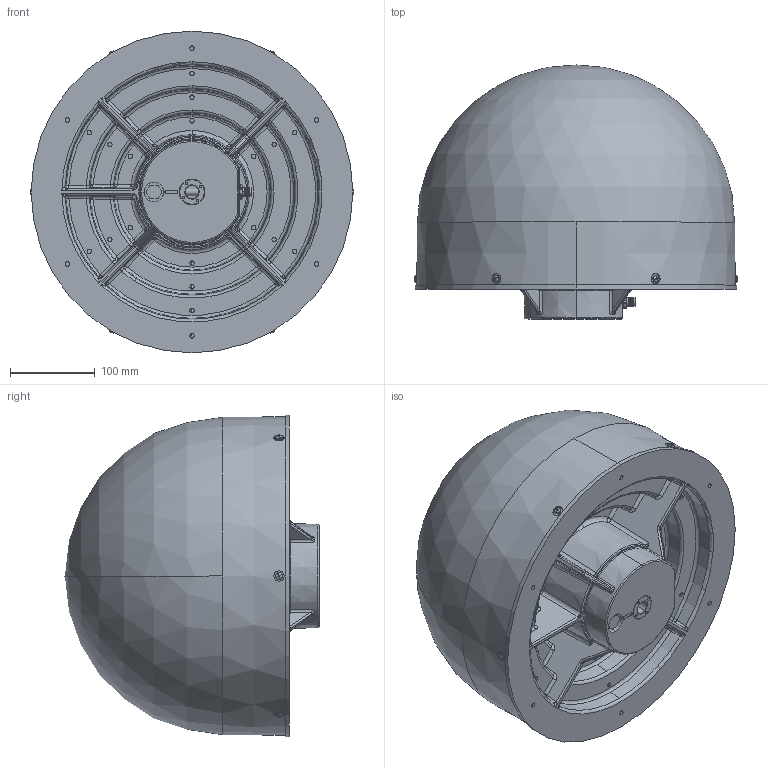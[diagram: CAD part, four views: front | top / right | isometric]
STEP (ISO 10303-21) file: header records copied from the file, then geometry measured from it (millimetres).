
FILE_DESCRIPTION (( 'STEP AP214' ), '1' );
FILE_NAME ('AS-ANT3B-CHO-L1256-SMATNC-00.STEP', '2022-03-07T13:17:59', ( '' ), ( '' ), 'SwSTEP 2.0', 'SolidWorks 2020', '' );
FILE_SCHEMA (( 'AUTOMOTIVE_DESIGN' ));
Length unit declared in the file: millimetre
Products named in the file (1): AS-ANT3B-CHO-L1256-SMATNC-00
Bounding box: 382.53 x 300 x 380 mm (x, y, z)
Volume: 20740012.3 mm3; surface area: 548583.9 mm2
Topology: 1 solids, 28 shells, 1098 faces, 2750 edges, 1666 vertices
Faces by surface type: bspline 360, cylinder 244, cone 209, plane 202, torus 69, sphere 14
Entity records: 67834 total; most frequent: CARTESIAN_POINT 45320, ORIENTED_EDGE 5370, DIRECTION 3779, EDGE_CURVE 2685, VERTEX_POINT 1665, AXIS2_PLACEMENT_3D 1559, EDGE_LOOP 1182, ADVANCED_FACE 1098
